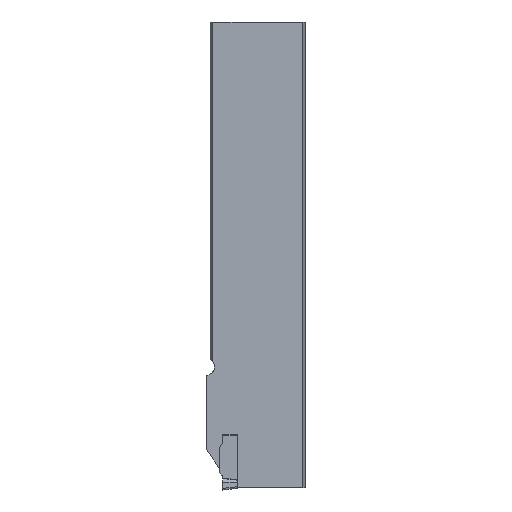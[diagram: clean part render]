
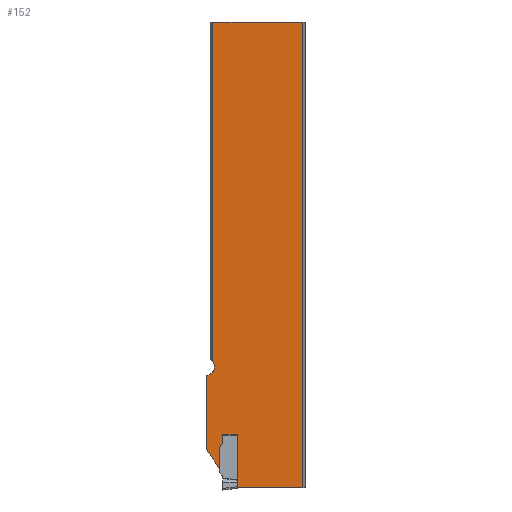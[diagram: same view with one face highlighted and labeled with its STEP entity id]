
A CAD part, left-side view. The second image highlights one B-rep face of the part: STEP entity #152.
In plain terms, the highlighted planar face has unit normal (-1, 0, 0).
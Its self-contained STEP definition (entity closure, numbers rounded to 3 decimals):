
#126=CIRCLE('',#993,4.5);
#128=CIRCLE('',#998,2.);
#152=ADVANCED_FACE('',(#227),#196,.T.);
#196=PLANE('',#999);
#227=FACE_OUTER_BOUND('',#271,.T.);
#271=EDGE_LOOP('',(#512,#513,#514,#515,#516,#517,#518,#519,#520,#521,#522,
#523,#524));
#311=LINE('',#1316,#399);
#320=LINE('',#1338,#408);
#323=LINE('',#1344,#411);
#324=LINE('',#1346,#412);
#325=LINE('',#1349,#413);
#326=LINE('',#1351,#414);
#327=LINE('',#1353,#415);
#328=LINE('',#1354,#416);
#329=LINE('',#1356,#417);
#330=LINE('',#1360,#418);
#331=LINE('',#1362,#419);
#399=VECTOR('',#1072,1.);
#408=VECTOR('',#1091,1.);
#411=VECTOR('',#1096,1.);
#412=VECTOR('',#1099,1.);
#413=VECTOR('',#1100,1.);
#414=VECTOR('',#1101,1.);
#415=VECTOR('',#1102,1.);
#416=VECTOR('',#1103,1.);
#417=VECTOR('',#1104,1.);
#418=VECTOR('',#1107,1.);
#419=VECTOR('',#1108,1.);
#512=ORIENTED_EDGE('',*,*,#823,.F.);
#513=ORIENTED_EDGE('',*,*,#824,.F.);
#514=ORIENTED_EDGE('',*,*,#825,.T.);
#515=ORIENTED_EDGE('',*,*,#826,.T.);
#516=ORIENTED_EDGE('',*,*,#808,.F.);
#517=ORIENTED_EDGE('',*,*,#814,.T.);
#518=ORIENTED_EDGE('',*,*,#819,.F.);
#519=ORIENTED_EDGE('',*,*,#822,.T.);
#520=ORIENTED_EDGE('',*,*,#827,.F.);
#521=ORIENTED_EDGE('',*,*,#828,.T.);
#522=ORIENTED_EDGE('',*,*,#829,.T.);
#523=ORIENTED_EDGE('',*,*,#830,.T.);
#524=ORIENTED_EDGE('',*,*,#831,.F.);
#728=VERTEX_POINT('',#1315);
#729=VERTEX_POINT('',#1317);
#733=VERTEX_POINT('',#1329);
#736=VERTEX_POINT('',#1337);
#738=VERTEX_POINT('',#1343);
#739=VERTEX_POINT('',#1347);
#740=VERTEX_POINT('',#1348);
#741=VERTEX_POINT('',#1350);
#742=VERTEX_POINT('',#1352);
#743=VERTEX_POINT('',#1355);
#744=VERTEX_POINT('',#1357);
#745=VERTEX_POINT('',#1359);
#746=VERTEX_POINT('',#1361);
#808=EDGE_CURVE('',#728,#729,#311,.T.);
#814=EDGE_CURVE('',#728,#733,#126,.T.);
#819=EDGE_CURVE('',#736,#733,#320,.T.);
#822=EDGE_CURVE('',#736,#738,#323,.T.);
#823=EDGE_CURVE('',#739,#740,#324,.T.);
#824=EDGE_CURVE('',#741,#739,#325,.T.);
#825=EDGE_CURVE('',#741,#742,#326,.T.);
#826=EDGE_CURVE('',#742,#729,#327,.T.);
#827=EDGE_CURVE('',#743,#738,#328,.T.);
#828=EDGE_CURVE('',#743,#744,#329,.T.);
#829=EDGE_CURVE('',#744,#745,#128,.T.);
#830=EDGE_CURVE('',#745,#746,#330,.T.);
#831=EDGE_CURVE('',#740,#746,#331,.T.);
#993=AXIS2_PLACEMENT_3D('',#1328,#1082,#1083);
#998=AXIS2_PLACEMENT_3D('',#1358,#1105,#1106);
#999=AXIS2_PLACEMENT_3D('',#1363,#1109,#1110);
#1072=DIRECTION('',(0.,0.,1.));
#1082=DIRECTION('',(1.,0.,0.));
#1083=DIRECTION('',(0.,-1.,0.));
#1091=DIRECTION('',(0.,0.,1.));
#1096=DIRECTION('',(0.,-0.574,-0.819));
#1099=DIRECTION('',(0.,0.,1.));
#1100=DIRECTION('',(0.,1.,0.));
#1101=DIRECTION('',(0.,0.,1.));
#1102=DIRECTION('',(0.,1.,0.));
#1103=DIRECTION('',(0.,0.,-1.));
#1104=DIRECTION('',(0.,-0.574,0.819));
#1105=DIRECTION('',(-1.,0.,0.));
#1106=DIRECTION('',(0.,-1.,0.));
#1107=DIRECTION('',(0.,0.,1.));
#1108=DIRECTION('',(0.,1.,0.));
#1109=DIRECTION('',(-1.,0.,0.));
#1110=DIRECTION('',(0.,1.,0.));
#1315=CARTESIAN_POINT('',(-8.15,50.316,-182.029));
#1316=CARTESIAN_POINT('',(-8.15,50.316,-274.505));
#1317=CARTESIAN_POINT('',(-8.15,50.316,0.));
#1328=CARTESIAN_POINT('',(-8.15,53.9,-184.75));
#1329=CARTESIAN_POINT('',(-8.15,53.7,-189.246));
#1337=CARTESIAN_POINT('',(-8.15,53.7,-229.182));
#1338=CARTESIAN_POINT('',(-8.15,53.7,-249.55));
#1343=CARTESIAN_POINT('',(-8.15,46.779,-239.066));
#1344=CARTESIAN_POINT('',(-8.15,15.457,-283.799));
#1346=CARTESIAN_POINT('',(-8.15,37.321,-274.505));
#1347=CARTESIAN_POINT('',(-8.15,37.321,-249.55));
#1348=CARTESIAN_POINT('',(-8.15,37.321,-221.163));
#1349=CARTESIAN_POINT('',(-8.15,2.184,-249.55));
#1350=CARTESIAN_POINT('',(-8.15,2.184,-249.55));
#1351=CARTESIAN_POINT('',(-8.15,2.184,-274.505));
#1352=CARTESIAN_POINT('',(-8.15,2.184,0.));
#1353=CARTESIAN_POINT('',(-8.15,2.184,0.));
#1354=CARTESIAN_POINT('',(-8.15,46.779,-274.505));
#1355=CARTESIAN_POINT('',(-8.15,46.779,-228.064));
#1356=CARTESIAN_POINT('',(-8.15,53.928,-238.273));
#1357=CARTESIAN_POINT('',(-8.15,45.262,-225.897));
#1358=CARTESIAN_POINT('',(-8.15,46.9,-224.75));
#1359=CARTESIAN_POINT('',(-8.15,44.9,-224.75));
#1360=CARTESIAN_POINT('',(-8.15,44.9,-274.505));
#1361=CARTESIAN_POINT('',(-8.15,44.9,-221.163));
#1362=CARTESIAN_POINT('',(-8.15,29.9,-221.163));
#1363=CARTESIAN_POINT('',(-8.15,2.184,-274.505));
